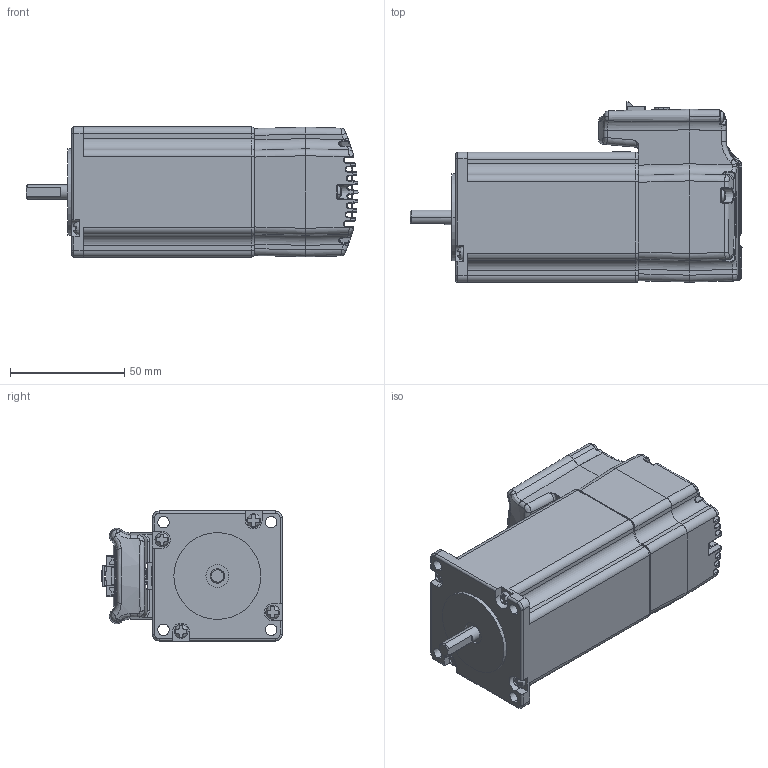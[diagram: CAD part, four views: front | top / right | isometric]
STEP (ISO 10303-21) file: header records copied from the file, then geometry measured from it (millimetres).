
FILE_DESCRIPTION (( 'STEP AP203' ), '1' );
FILE_NAME ('P16-MO-056-03-R00.STEP', '2015-04-15T03:38:36', ( '' ), ( '' ), 'SwSTEP 2.0', 'SolidWorks 2013', '' );
FILE_SCHEMA (( 'CONFIG_CONTROL_DESIGN' ));
Length unit declared in the file: millimetre
Products named in the file (20): ﾆﾞｽｺ ﾀﾔｷﾂ ｹ貎ﾄ ｼｳﾁ､ ｽｺﾀｧﾄ｡-2; ﾀﾔﾃ箙ﾂ ﾁ｢ｼﾓ ﾄｿｳﾘﾅﾍ; 蝶嬪纂-1; 瞪錳薄樓醴喀攪-1; 蝶嬪纂-2; 瞪錳薄樓醴喀攪-2; 匙飘况农 ID 钎矫 棺 惑怕 钎矫; 烹脚加档 汲沥 胶困摹; 瞪錳薄樓醴喀攪-3; round cross head screw_ks_KS 1023 RC - M3 x 20-N; 瞪錳薄樓醴喀攪-4; M15-EC-056-01-R00; M11-MO-056-03-R01(EzM-56L-01); 瞪錳薄樓醴喀攪-5; M15-EC-056-02-R00; P16-MO-056-03-R00; RS-232C 鱔褐醴喀攪; M15-EC-042-05-R00; ﾆﾞｽｺ ﾀﾔｷﾂ ｹ貎ﾄ ｼｳﾁ､ ｽｺﾀｧﾄ｡-1; M16-EC-042-01-R00
Assembly tree (24 placements, depth 2):
  P16-MO-056-03-R00
    M15-EC-056-01-R00
    M15-EC-056-02-R00
    M15-EC-042-05-R00
    M16-EC-042-01-R00
    ﾀﾔﾃ箙ﾂ ﾁ｢ｼﾓ ﾄｿｳﾘﾅﾍ
    瞪錳薄樓醴喀攪-1
    瞪錳薄樓醴喀攪-2
    瞪錳薄樓醴喀攪-3
    瞪錳薄樓醴喀攪-4
    瞪錳薄樓醴喀攪-5
    RS-232C 鱔褐醴喀攪  x2
    ﾆﾞｽｺ ﾀﾔｷﾂ ｹ貎ﾄ ｼｳﾁ､ ｽｺﾀｧﾄ｡-1
    ﾆﾞｽｺ ﾀﾔｷﾂ ｹ貎ﾄ ｼｳﾁ､ ｽｺﾀｧﾄ｡-2
    蝶嬪纂-1
    蝶嬪纂-2
    匙飘况农 ID 钎矫 棺 惑怕 钎矫
    烹脚加档 汲沥 胶困摹
    round cross head screw_ks_KS 1023 RC - M3 x 20-N  x5
    M11-MO-056-03-R01(EzM-56L-01)
Bounding box: 145.5 x 79.2 x 57 mm (x, y, z)
Volume: 285530.8 mm3; surface area: 74620.3 mm2
Topology: 22 solids, 24 shells, 2953 faces, 7613 edges, 4719 vertices
Faces by surface type: plane 1338, cylinder 915, bspline 560, cone 98, torus 32, sphere 10
Entity records: 135279 total; most frequent: CARTESIAN_POINT 74539, ORIENTED_EDGE 13822, DIRECTION 9436, EDGE_CURVE 6930, VERTEX_POINT 4328, VECTOR 3384, LINE 3384, AXIS2_PLACEMENT_3D 3026
